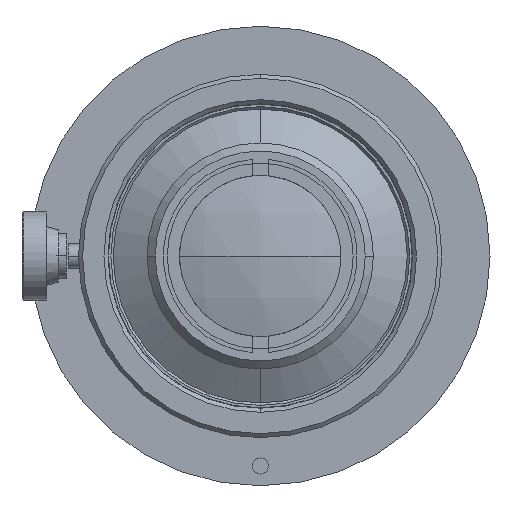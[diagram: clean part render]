
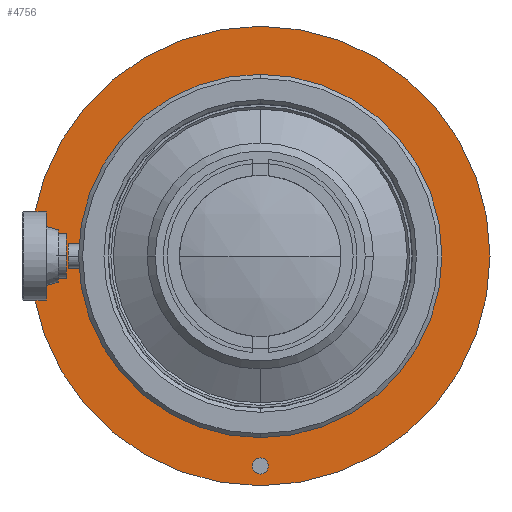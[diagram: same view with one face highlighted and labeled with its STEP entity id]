
A CAD part, left-side view. The second image highlights one B-rep face of the part: STEP entity #4756.
In plain terms, the highlighted planar face has unit normal (-1, 0, 0).
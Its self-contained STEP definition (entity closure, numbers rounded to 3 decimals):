
#25 = DIRECTION ( 'NONE',  ( 0., 0., -1. ) ) ;
#36 = CARTESIAN_POINT ( 'NONE',  ( 101.436, 0., -27. ) ) ;
#259 = CARTESIAN_POINT ( 'NONE',  ( 101.436, 0., -28.45 ) ) ;
#397 = AXIS2_PLACEMENT_3D ( 'NONE', #3054, #5041, #4865 ) ;
#417 = CIRCLE ( 'NONE', #3442, 1. ) ;
#621 = DIRECTION ( 'NONE',  ( 1., 0., 0. ) ) ;
#684 = DIRECTION ( 'NONE',  ( 1., 0., 0. ) ) ;
#895 = DIRECTION ( 'NONE',  ( 1., 0., 0. ) ) ;
#925 = EDGE_CURVE ( 'NONE', #5178, #3067, #1017, .T. ) ;
#1017 = CIRCLE ( 'NONE', #1535, 28.45 ) ;
#1121 = CARTESIAN_POINT ( 'NONE',  ( 101.436, 0., 0. ) ) ;
#1262 = CIRCLE ( 'NONE', #4283, 1. ) ;
#1371 = CARTESIAN_POINT ( 'NONE',  ( 101.436, 0., 0. ) ) ;
#1478 = AXIS2_PLACEMENT_3D ( 'NONE', #4598, #895, #2543 ) ;
#1503 = EDGE_CURVE ( 'NONE', #5310, #3641, #417, .T. ) ;
#1535 = AXIS2_PLACEMENT_3D ( 'NONE', #1371, #621, #3423 ) ;
#1547 = ORIENTED_EDGE ( 'NONE', *, *, #925, .F. ) ;
#1638 = CARTESIAN_POINT ( 'NONE',  ( 101.436, 0., 0. ) ) ;
#1658 = DIRECTION ( 'NONE',  ( -1., 0., 0. ) ) ;
#1696 = AXIS2_PLACEMENT_3D ( 'NONE', #1121, #684, #4382 ) ;
#1899 = VERTEX_POINT ( 'NONE', #2462 ) ;
#2071 = EDGE_LOOP ( 'NONE', ( #2949, #3679 ) ) ;
#2115 = CIRCLE ( 'NONE', #3512, 28.45 ) ;
#2384 = DIRECTION ( 'NONE',  ( -1., 0., 0. ) ) ;
#2454 = CARTESIAN_POINT ( 'NONE',  ( 101.436, 0., -26. ) ) ;
#2462 = CARTESIAN_POINT ( 'NONE',  ( 101.436, 0., -18.85 ) ) ;
#2543 = DIRECTION ( 'NONE',  ( 0., 0., 1. ) ) ;
#2649 = CIRCLE ( 'NONE', #1696, 18.85 ) ;
#2790 = DIRECTION ( 'NONE',  ( 0., 0., -1. ) ) ;
#2806 = CARTESIAN_POINT ( 'NONE',  ( 101.436, 0., -25. ) ) ;
#2949 = ORIENTED_EDGE ( 'NONE', *, *, #4083, .T. ) ;
#3054 = CARTESIAN_POINT ( 'NONE',  ( 101.436, 0., 0. ) ) ;
#3067 = VERTEX_POINT ( 'NONE', #259 ) ;
#3257 = DIRECTION ( 'NONE',  ( 1., 0., 0. ) ) ;
#3294 = EDGE_LOOP ( 'NONE', ( #5046, #4064 ) ) ;
#3361 = FACE_BOUND ( 'NONE', #3294, .T. ) ;
#3395 = EDGE_CURVE ( 'NONE', #1899, #3780, #3759, .T. ) ;
#3423 = DIRECTION ( 'NONE',  ( 0., 0., 1. ) ) ;
#3432 = EDGE_CURVE ( 'NONE', #3067, #5178, #2115, .T. ) ;
#3442 = AXIS2_PLACEMENT_3D ( 'NONE', #2454, #1658, #25 ) ;
#3512 = AXIS2_PLACEMENT_3D ( 'NONE', #1638, #3257, #3688 ) ;
#3579 = ORIENTED_EDGE ( 'NONE', *, *, #3432, .F. ) ;
#3630 = CARTESIAN_POINT ( 'NONE',  ( 101.436, 0., -26. ) ) ;
#3641 = VERTEX_POINT ( 'NONE', #36 ) ;
#3679 = ORIENTED_EDGE ( 'NONE', *, *, #3395, .T. ) ;
#3688 = DIRECTION ( 'NONE',  ( 0., 0., 1. ) ) ;
#3759 = CIRCLE ( 'NONE', #397, 18.85 ) ;
#3780 = VERTEX_POINT ( 'NONE', #4389 ) ;
#3814 = PLANE ( 'NONE',  #1478 ) ;
#4061 = EDGE_CURVE ( 'NONE', #3641, #5310, #1262, .T. ) ;
#4064 = ORIENTED_EDGE ( 'NONE', *, *, #1503, .F. ) ;
#4083 = EDGE_CURVE ( 'NONE', #3780, #1899, #2649, .T. ) ;
#4124 = CARTESIAN_POINT ( 'NONE',  ( 101.436, 0., 28.45 ) ) ;
#4271 = FACE_OUTER_BOUND ( 'NONE', #4625, .T. ) ;
#4283 = AXIS2_PLACEMENT_3D ( 'NONE', #3630, #2384, #2790 ) ;
#4382 = DIRECTION ( 'NONE',  ( 0., 0., 1. ) ) ;
#4389 = CARTESIAN_POINT ( 'NONE',  ( 101.436, 0., 18.85 ) ) ;
#4598 = CARTESIAN_POINT ( 'NONE',  ( 101.436, -28.45, 0. ) ) ;
#4625 = EDGE_LOOP ( 'NONE', ( #1547, #3579 ) ) ;
#4756 = ADVANCED_FACE ( 'NONE', ( #3361, #4271, #4997 ), #3814, .F. ) ;
#4865 = DIRECTION ( 'NONE',  ( 0., 0., 1. ) ) ;
#4997 = FACE_BOUND ( 'NONE', #2071, .T. ) ;
#5041 = DIRECTION ( 'NONE',  ( 1., 0., 0. ) ) ;
#5046 = ORIENTED_EDGE ( 'NONE', *, *, #4061, .F. ) ;
#5178 = VERTEX_POINT ( 'NONE', #4124 ) ;
#5310 = VERTEX_POINT ( 'NONE', #2806 ) ;
